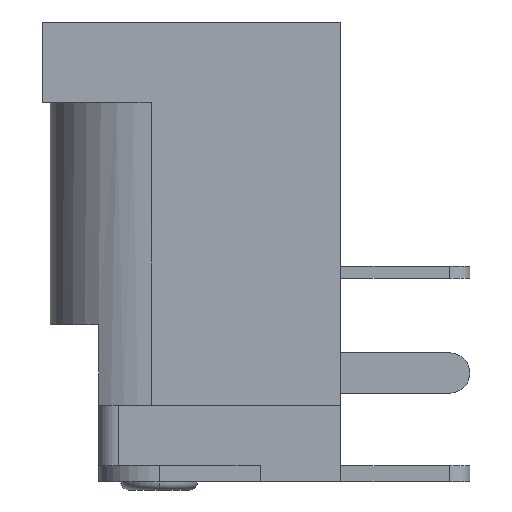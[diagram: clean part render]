
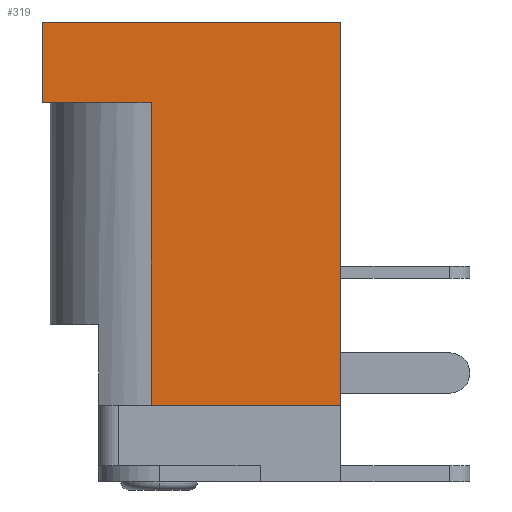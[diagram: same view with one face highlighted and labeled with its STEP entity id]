
A CAD part, left-side view. The second image highlights one B-rep face of the part: STEP entity #319.
In plain terms, the highlighted planar face has unit normal (-1, 0, 0).
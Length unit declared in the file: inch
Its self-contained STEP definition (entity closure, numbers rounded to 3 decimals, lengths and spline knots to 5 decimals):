
#163 = DIRECTION ( 'NONE',  ( -1., 0., 0. ) ) ;
#186 = LINE ( 'NONE', #2498, #921 ) ;
#225 = EDGE_CURVE ( 'NONE', #1718, #2276, #789, .T. ) ;
#247 = CARTESIAN_POINT ( 'NONE',  ( -0.09843, 0.29134, 0. ) ) ;
#319 = ADVANCED_FACE ( 'NONE', ( #760 ), #2458, .T. ) ;
#374 = CARTESIAN_POINT ( 'NONE',  ( -0.09843, 0., 0. ) ) ;
#389 = CARTESIAN_POINT ( 'NONE',  ( -0.09843, 0., -0.37402 ) ) ;
#431 = CARTESIAN_POINT ( 'NONE',  ( -0.09843, 0.29134, -0.07874 ) ) ;
#570 = ORIENTED_EDGE ( 'NONE', *, *, #1818, .T. ) ;
#658 = ORIENTED_EDGE ( 'NONE', *, *, #225, .F. ) ;
#760 = FACE_OUTER_BOUND ( 'NONE', #1910, .T. ) ;
#780 = LINE ( 'NONE', #2454, #1521 ) ;
#789 = LINE ( 'NONE', #1270, #1027 ) ;
#839 = DIRECTION ( 'NONE',  ( 0., 0., 1. ) ) ;
#921 = VECTOR ( 'NONE', #839, 39.37008 ) ;
#950 = CARTESIAN_POINT ( 'NONE',  ( -0.09843, 0., -0.37402 ) ) ;
#1027 = VECTOR ( 'NONE', #2524, 39.37008 ) ;
#1037 = CARTESIAN_POINT ( 'NONE',  ( -0.09843, 0.18504, -0.37402 ) ) ;
#1072 = CARTESIAN_POINT ( 'NONE',  ( -0.09843, 0.29134, -0.07874 ) ) ;
#1135 = DIRECTION ( 'NONE',  ( 0., -1., 0. ) ) ;
#1214 = ORIENTED_EDGE ( 'NONE', *, *, #1475, .T. ) ;
#1247 = EDGE_CURVE ( 'NONE', #1862, #2400, #2370, .T. ) ;
#1270 = CARTESIAN_POINT ( 'NONE',  ( -0.09843, 0., 0. ) ) ;
#1375 = LINE ( 'NONE', #2024, #2196 ) ;
#1389 = CARTESIAN_POINT ( 'NONE',  ( -0.09843, 0.18504, -0.07874 ) ) ;
#1475 = EDGE_CURVE ( 'NONE', #1862, #2003, #780, .T. ) ;
#1491 = ORIENTED_EDGE ( 'NONE', *, *, #1247, .F. ) ;
#1521 = VECTOR ( 'NONE', #1857, 39.37008 ) ;
#1578 = LINE ( 'NONE', #2404, #1729 ) ;
#1597 = VERTEX_POINT ( 'NONE', #950 ) ;
#1718 = VERTEX_POINT ( 'NONE', #247 ) ;
#1729 = VECTOR ( 'NONE', #1135, 39.37008 ) ;
#1818 = EDGE_CURVE ( 'NONE', #1597, #2276, #1375, .T. ) ;
#1846 = DIRECTION ( 'NONE',  ( 0., 0., 1. ) ) ;
#1857 = DIRECTION ( 'NONE',  ( 0., 0., -1. ) ) ;
#1862 = VERTEX_POINT ( 'NONE', #1389 ) ;
#1910 = EDGE_LOOP ( 'NONE', ( #1214, #1967, #570, #658, #2676, #1491 ) ) ;
#1967 = ORIENTED_EDGE ( 'NONE', *, *, #2526, .T. ) ;
#1970 = VECTOR ( 'NONE', #2521, 39.37008 ) ;
#1981 = EDGE_CURVE ( 'NONE', #2400, #1718, #186, .T. ) ;
#2003 = VERTEX_POINT ( 'NONE', #1037 ) ;
#2024 = CARTESIAN_POINT ( 'NONE',  ( -0.09843, 0., -0.37402 ) ) ;
#2067 = DIRECTION ( 'NONE',  ( 0., 0., 1. ) ) ;
#2137 = AXIS2_PLACEMENT_3D ( 'NONE', #389, #163, #1846 ) ;
#2196 = VECTOR ( 'NONE', #2067, 39.37008 ) ;
#2276 = VERTEX_POINT ( 'NONE', #374 ) ;
#2370 = LINE ( 'NONE', #1072, #1970 ) ;
#2400 = VERTEX_POINT ( 'NONE', #431 ) ;
#2404 = CARTESIAN_POINT ( 'NONE',  ( -0.09843, 0., -0.37402 ) ) ;
#2454 = CARTESIAN_POINT ( 'NONE',  ( -0.09843, 0.18504, -0.07874 ) ) ;
#2458 = PLANE ( 'NONE',  #2137 ) ;
#2498 = CARTESIAN_POINT ( 'NONE',  ( -0.09843, 0.29134, -0.37402 ) ) ;
#2521 = DIRECTION ( 'NONE',  ( 0., 1., 0. ) ) ;
#2524 = DIRECTION ( 'NONE',  ( 0., -1., 0. ) ) ;
#2526 = EDGE_CURVE ( 'NONE', #2003, #1597, #1578, .T. ) ;
#2676 = ORIENTED_EDGE ( 'NONE', *, *, #1981, .F. ) ;
